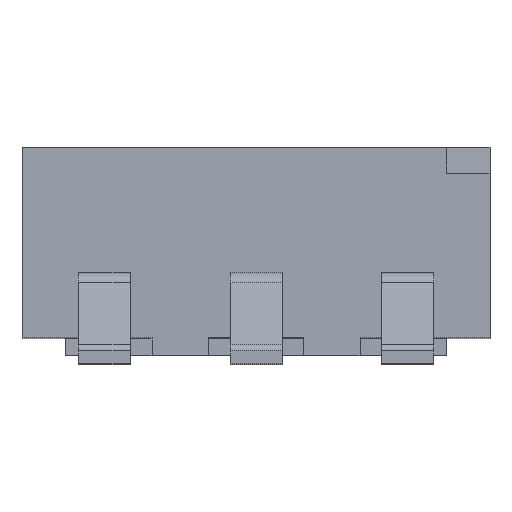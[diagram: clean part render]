
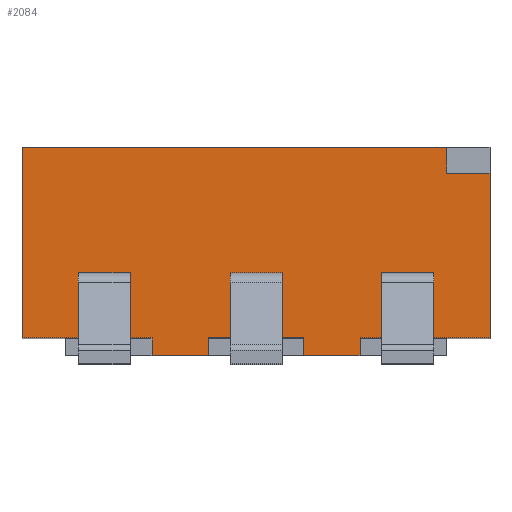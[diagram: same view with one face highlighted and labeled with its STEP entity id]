
A CAD part, top view. The second image highlights one B-rep face of the part: STEP entity #2084.
In plain terms, the highlighted planar face has unit normal (0, 0, 1).
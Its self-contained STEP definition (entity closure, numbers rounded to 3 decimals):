
#252=ORIENTED_EDGE('',*,*,#813,.F.);
#253=ORIENTED_EDGE('',*,*,#814,.T.);
#254=ORIENTED_EDGE('',*,*,#815,.T.);
#255=ORIENTED_EDGE('',*,*,#816,.F.);
#256=ORIENTED_EDGE('',*,*,#817,.F.);
#257=ORIENTED_EDGE('',*,*,#818,.T.);
#258=ORIENTED_EDGE('',*,*,#819,.T.);
#259=ORIENTED_EDGE('',*,*,#820,.F.);
#260=ORIENTED_EDGE('',*,*,#821,.F.);
#261=ORIENTED_EDGE('',*,*,#822,.T.);
#262=ORIENTED_EDGE('',*,*,#823,.T.);
#263=ORIENTED_EDGE('',*,*,#824,.F.);
#264=ORIENTED_EDGE('',*,*,#825,.F.);
#265=ORIENTED_EDGE('',*,*,#809,.T.);
#266=ORIENTED_EDGE('',*,*,#826,.F.);
#267=ORIENTED_EDGE('',*,*,#827,.T.);
#268=ORIENTED_EDGE('',*,*,#776,.T.);
#269=ORIENTED_EDGE('',*,*,#782,.T.);
#270=ORIENTED_EDGE('',*,*,#828,.F.);
#271=ORIENTED_EDGE('',*,*,#829,.T.);
#272=ORIENTED_EDGE('',*,*,#830,.T.);
#273=ORIENTED_EDGE('',*,*,#831,.F.);
#274=ORIENTED_EDGE('',*,*,#832,.F.);
#275=ORIENTED_EDGE('',*,*,#833,.T.);
#276=ORIENTED_EDGE('',*,*,#834,.T.);
#277=ORIENTED_EDGE('',*,*,#835,.F.);
#776=EDGE_CURVE('',#1063,#1062,#1265,.T.);
#782=EDGE_CURVE('',#1062,#1068,#1271,.T.);
#809=EDGE_CURVE('',#1092,#1093,#1298,.T.);
#813=EDGE_CURVE('',#1095,#1096,#1302,.T.);
#814=EDGE_CURVE('',#1095,#1097,#1303,.T.);
#815=EDGE_CURVE('',#1097,#1098,#1304,.T.);
#816=EDGE_CURVE('',#1096,#1098,#1305,.T.);
#817=EDGE_CURVE('',#1099,#1100,#1306,.T.);
#818=EDGE_CURVE('',#1099,#1101,#1307,.T.);
#819=EDGE_CURVE('',#1101,#1102,#1308,.T.);
#820=EDGE_CURVE('',#1100,#1102,#1309,.T.);
#821=EDGE_CURVE('',#1103,#1104,#1310,.T.);
#822=EDGE_CURVE('',#1103,#1105,#1311,.T.);
#823=EDGE_CURVE('',#1105,#1106,#1312,.T.);
#824=EDGE_CURVE('',#1104,#1106,#1313,.T.);
#825=EDGE_CURVE('',#1092,#1107,#1314,.T.);
#826=EDGE_CURVE('',#1108,#1093,#1315,.T.);
#827=EDGE_CURVE('',#1108,#1063,#1316,.T.);
#828=EDGE_CURVE('',#1109,#1068,#1317,.T.);
#829=EDGE_CURVE('',#1109,#1110,#1318,.T.);
#830=EDGE_CURVE('',#1110,#1111,#1319,.T.);
#831=EDGE_CURVE('',#1112,#1111,#1320,.T.);
#832=EDGE_CURVE('',#1113,#1112,#1321,.T.);
#833=EDGE_CURVE('',#1113,#1114,#1322,.T.);
#834=EDGE_CURVE('',#1114,#1115,#1323,.T.);
#835=EDGE_CURVE('',#1107,#1115,#1324,.T.);
#1062=VERTEX_POINT('',#3789);
#1063=VERTEX_POINT('',#3791);
#1068=VERTEX_POINT('',#3802);
#1092=VERTEX_POINT('',#3856);
#1093=VERTEX_POINT('',#3857);
#1095=VERTEX_POINT('',#3864);
#1096=VERTEX_POINT('',#3865);
#1097=VERTEX_POINT('',#3867);
#1098=VERTEX_POINT('',#3869);
#1099=VERTEX_POINT('',#3872);
#1100=VERTEX_POINT('',#3873);
#1101=VERTEX_POINT('',#3875);
#1102=VERTEX_POINT('',#3877);
#1103=VERTEX_POINT('',#3880);
#1104=VERTEX_POINT('',#3881);
#1105=VERTEX_POINT('',#3883);
#1106=VERTEX_POINT('',#3885);
#1107=VERTEX_POINT('',#3888);
#1108=VERTEX_POINT('',#3890);
#1109=VERTEX_POINT('',#3893);
#1110=VERTEX_POINT('',#3895);
#1111=VERTEX_POINT('',#3897);
#1112=VERTEX_POINT('',#3899);
#1113=VERTEX_POINT('',#3901);
#1114=VERTEX_POINT('',#3903);
#1115=VERTEX_POINT('',#3905);
#1265=LINE('',#3790,#1515);
#1271=LINE('',#3803,#1521);
#1298=LINE('',#3855,#1548);
#1302=LINE('',#3863,#1552);
#1303=LINE('',#3866,#1553);
#1304=LINE('',#3868,#1554);
#1305=LINE('',#3870,#1555);
#1306=LINE('',#3871,#1556);
#1307=LINE('',#3874,#1557);
#1308=LINE('',#3876,#1558);
#1309=LINE('',#3878,#1559);
#1310=LINE('',#3879,#1560);
#1311=LINE('',#3882,#1561);
#1312=LINE('',#3884,#1562);
#1313=LINE('',#3886,#1563);
#1314=LINE('',#3887,#1564);
#1315=LINE('',#3889,#1565);
#1316=LINE('',#3891,#1566);
#1317=LINE('',#3892,#1567);
#1318=LINE('',#3894,#1568);
#1319=LINE('',#3896,#1569);
#1320=LINE('',#3898,#1570);
#1321=LINE('',#3900,#1571);
#1322=LINE('',#3902,#1572);
#1323=LINE('',#3904,#1573);
#1324=LINE('',#3906,#1574);
#1515=VECTOR('',#3195,1000.);
#1521=VECTOR('',#3203,1000.);
#1548=VECTOR('',#3234,1000.);
#1552=VECTOR('',#3240,1000.);
#1553=VECTOR('',#3241,1000.);
#1554=VECTOR('',#3242,1000.);
#1555=VECTOR('',#3243,1000.);
#1556=VECTOR('',#3244,1000.);
#1557=VECTOR('',#3245,1000.);
#1558=VECTOR('',#3246,1000.);
#1559=VECTOR('',#3247,1000.);
#1560=VECTOR('',#3248,1000.);
#1561=VECTOR('',#3249,1000.);
#1562=VECTOR('',#3250,1000.);
#1563=VECTOR('',#3251,1000.);
#1564=VECTOR('',#3252,1000.);
#1565=VECTOR('',#3253,1000.);
#1566=VECTOR('',#3254,1000.);
#1567=VECTOR('',#3255,1000.);
#1568=VECTOR('',#3256,1000.);
#1569=VECTOR('',#3257,1000.);
#1570=VECTOR('',#3258,1000.);
#1571=VECTOR('',#3259,1000.);
#1572=VECTOR('',#3260,1000.);
#1573=VECTOR('',#3261,1000.);
#1574=VECTOR('',#3262,1000.);
#1753=EDGE_LOOP('',(#252,#253,#254,#255));
#1754=EDGE_LOOP('',(#256,#257,#258,#259));
#1755=EDGE_LOOP('',(#260,#261,#262,#263));
#1756=EDGE_LOOP('',(#264,#265,#266,#267,#268,#269,#270,#271,#272,#273,#274,
#275,#276,#277));
#1877=FACE_BOUND('',#1753,.T.);
#1878=FACE_BOUND('',#1754,.T.);
#1879=FACE_BOUND('',#1755,.T.);
#1880=FACE_BOUND('',#1756,.T.);
#1988=PLANE('',#2947);
#2084=ADVANCED_FACE('',(#1877,#1878,#1879,#1880),#1988,.T.);
#2947=AXIS2_PLACEMENT_3D('',#3862,#3238,#3239);
#3195=DIRECTION('',(-1.,0.,0.));
#3203=DIRECTION('',(0.,-1.,0.));
#3234=DIRECTION('',(0.,1.,0.));
#3238=DIRECTION('',(0.,0.,1.));
#3239=DIRECTION('',(1.,0.,0.));
#3240=DIRECTION('',(0.,1.,0.));
#3241=DIRECTION('',(-1.,0.,0.));
#3242=DIRECTION('',(0.,1.,0.));
#3243=DIRECTION('',(-1.,0.,0.));
#3244=DIRECTION('',(0.,1.,0.));
#3245=DIRECTION('',(-1.,0.,0.));
#3246=DIRECTION('',(0.,1.,0.));
#3247=DIRECTION('',(-1.,0.,0.));
#3248=DIRECTION('',(0.,1.,0.));
#3249=DIRECTION('',(-1.,0.,0.));
#3250=DIRECTION('',(0.,1.,0.));
#3251=DIRECTION('',(-1.,0.,0.));
#3252=DIRECTION('',(-1.,0.,0.));
#3253=DIRECTION('',(1.,0.,0.));
#3254=DIRECTION('',(0.,1.,0.));
#3255=DIRECTION('',(-1.,0.,0.));
#3256=DIRECTION('',(0.,-1.,0.));
#3257=DIRECTION('',(1.,0.,0.));
#3258=DIRECTION('',(0.,-1.,0.));
#3259=DIRECTION('',(-1.,0.,0.));
#3260=DIRECTION('',(0.,-1.,0.));
#3261=DIRECTION('',(1.,0.,0.));
#3262=DIRECTION('',(0.,-1.,0.));
#3789=CARTESIAN_POINT('',(-2.7,2.4,1.95));
#3790=CARTESIAN_POINT('',(2.7,2.4,1.95));
#3791=CARTESIAN_POINT('',(2.2,2.4,1.95));
#3802=CARTESIAN_POINT('',(-2.7,0.2,1.95));
#3803=CARTESIAN_POINT('',(-2.7,2.4,1.95));
#3855=CARTESIAN_POINT('',(2.7,0.,1.95));
#3856=CARTESIAN_POINT('',(2.7,0.2,1.95));
#3857=CARTESIAN_POINT('',(2.7,2.1,1.95));
#3862=CARTESIAN_POINT('',(0.,0.,1.95));
#3863=CARTESIAN_POINT('',(-1.45,0.,1.95));
#3864=CARTESIAN_POINT('',(-1.45,0.8,1.95));
#3865=CARTESIAN_POINT('',(-1.45,0.95,1.95));
#3866=CARTESIAN_POINT('',(-1.45,0.8,1.95));
#3867=CARTESIAN_POINT('',(-2.05,0.8,1.95));
#3868=CARTESIAN_POINT('',(-2.05,0.,1.95));
#3869=CARTESIAN_POINT('',(-2.05,0.95,1.95));
#3870=CARTESIAN_POINT('',(-1.45,0.95,1.95));
#3871=CARTESIAN_POINT('',(0.3,0.,1.95));
#3872=CARTESIAN_POINT('',(0.3,0.8,1.95));
#3873=CARTESIAN_POINT('',(0.3,0.95,1.95));
#3874=CARTESIAN_POINT('',(0.3,0.8,1.95));
#3875=CARTESIAN_POINT('',(-0.3,0.8,1.95));
#3876=CARTESIAN_POINT('',(-0.3,0.,1.95));
#3877=CARTESIAN_POINT('',(-0.3,0.95,1.95));
#3878=CARTESIAN_POINT('',(0.3,0.95,1.95));
#3879=CARTESIAN_POINT('',(2.05,0.,1.95));
#3880=CARTESIAN_POINT('',(2.05,0.8,1.95));
#3881=CARTESIAN_POINT('',(2.05,0.95,1.95));
#3882=CARTESIAN_POINT('',(2.05,0.8,1.95));
#3883=CARTESIAN_POINT('',(1.45,0.8,1.95));
#3884=CARTESIAN_POINT('',(1.45,0.,1.95));
#3885=CARTESIAN_POINT('',(1.45,0.95,1.95));
#3886=CARTESIAN_POINT('',(2.05,0.95,1.95));
#3887=CARTESIAN_POINT('',(0.,0.2,1.95));
#3888=CARTESIAN_POINT('',(1.2,0.2,1.95));
#3889=CARTESIAN_POINT('',(2.2,2.1,1.95));
#3890=CARTESIAN_POINT('',(2.2,2.1,1.95));
#3891=CARTESIAN_POINT('',(2.2,0.,1.95));
#3892=CARTESIAN_POINT('',(0.,0.2,1.95));
#3893=CARTESIAN_POINT('',(-1.2,0.2,1.95));
#3894=CARTESIAN_POINT('',(-1.2,0.2,1.95));
#3895=CARTESIAN_POINT('',(-1.2,0.,1.95));
#3896=CARTESIAN_POINT('',(-2.7,0.,1.95));
#3897=CARTESIAN_POINT('',(-0.55,0.,1.95));
#3898=CARTESIAN_POINT('',(-0.55,0.2,1.95));
#3899=CARTESIAN_POINT('',(-0.55,0.2,1.95));
#3900=CARTESIAN_POINT('',(0.,0.2,1.95));
#3901=CARTESIAN_POINT('',(0.55,0.2,1.95));
#3902=CARTESIAN_POINT('',(0.55,0.2,1.95));
#3903=CARTESIAN_POINT('',(0.55,0.,1.95));
#3904=CARTESIAN_POINT('',(-2.7,0.,1.95));
#3905=CARTESIAN_POINT('',(1.2,0.,1.95));
#3906=CARTESIAN_POINT('',(1.2,0.2,1.95));
